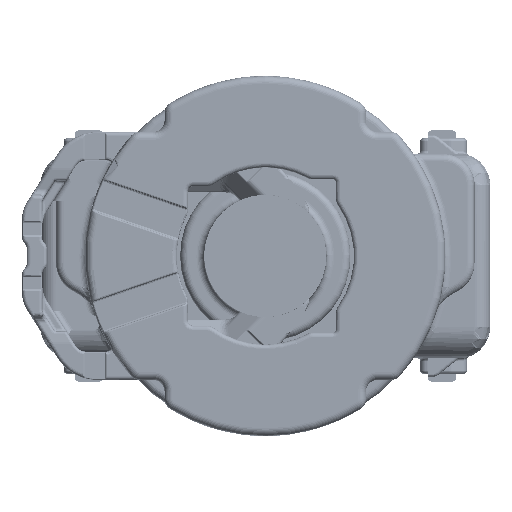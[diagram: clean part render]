
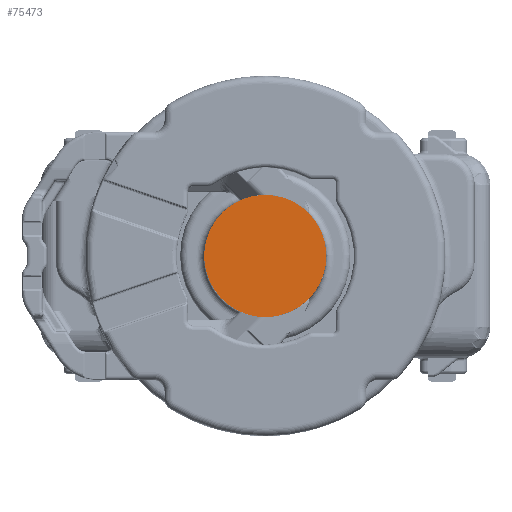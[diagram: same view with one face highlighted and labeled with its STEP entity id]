
A CAD part, left-side view. The second image highlights one B-rep face of the part: STEP entity #75473.
In plain terms, the highlighted planar face has unit normal (-1, 0, 0).
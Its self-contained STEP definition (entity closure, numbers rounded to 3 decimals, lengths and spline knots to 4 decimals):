
#75442=AXIS2_PLACEMENT_3D('Circle Axis2P3D',#75440,#75441,$) ;
#75454=AXIS2_PLACEMENT_3D('Circle Axis2P3D',#75452,#75453,$) ;
#75467=AXIS2_PLACEMENT_3D('Plane Axis2P3D',#75464,#75465,#75466) ;
#75430=CARTESIAN_POINT('Vertex',(-33.48,1.7638,-3.5288)) ;
#75437=CARTESIAN_POINT('Vertex',(-33.48,-1.7638,3.5288)) ;
#75440=CARTESIAN_POINT('Axis2P3D Location',(-33.48,0.,0.)) ;
#75452=CARTESIAN_POINT('Axis2P3D Location',(-33.48,0.,0.)) ;
#75464=CARTESIAN_POINT('Axis2P3D Location',(-33.48,-0.1824,-4.9967)) ;
#75441=DIRECTION('Axis2P3D Direction',(1.,0.,0.)) ;
#75453=DIRECTION('Axis2P3D Direction',(1.,0.,0.)) ;
#75465=DIRECTION('Axis2P3D Direction',(-1.,0.,0.)) ;
#75466=DIRECTION('Axis2P3D XDirection',(0.,-0.036,-0.999)) ;
#75470=ORIENTED_EDGE('',*,*,#75444,.T.) ;
#75471=ORIENTED_EDGE('',*,*,#75456,.T.) ;
#75473=ADVANCED_FACE('SAE Male 5/16"',(#75472),#75468,.T.) ;
#75443=CIRCLE('generated circle',#75442,3.945) ;
#75455=CIRCLE('generated circle',#75454,3.945) ;
#75444=EDGE_CURVE('',#75431,#75438,#75443,.F.) ;
#75456=EDGE_CURVE('',#75438,#75431,#75455,.F.) ;
#75469=EDGE_LOOP('',(#75470,#75471)) ;
#75472=FACE_OUTER_BOUND('',#75469,.T.) ;
#75468=PLANE('',#75467) ;
#75431=VERTEX_POINT('',#75430) ;
#75438=VERTEX_POINT('',#75437) ;
